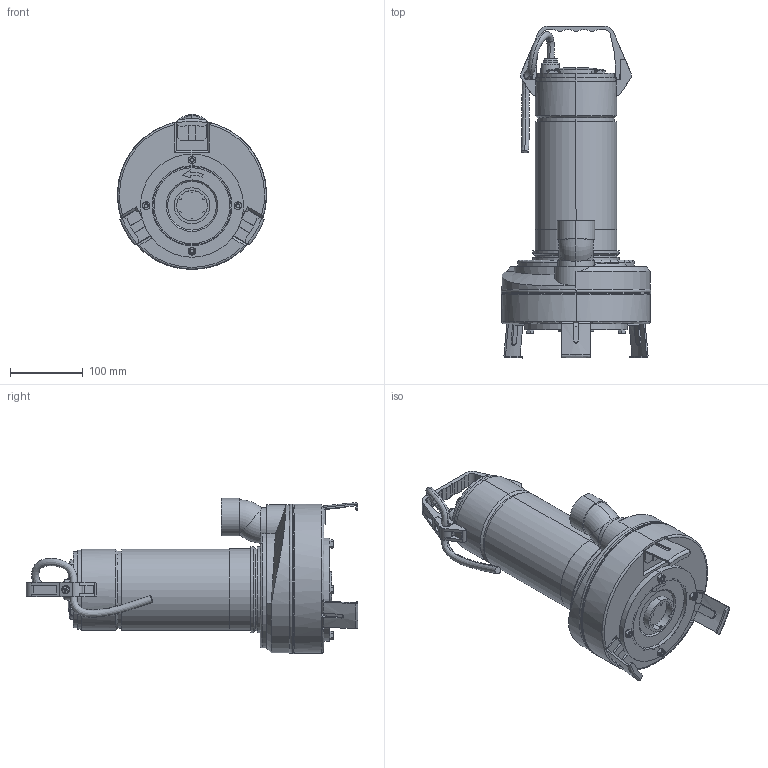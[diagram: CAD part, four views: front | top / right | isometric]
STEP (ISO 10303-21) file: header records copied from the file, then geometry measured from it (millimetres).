
FILE_DESCRIPTION (( 'STEP AP214' ), '1' );
FILE_NAME ('4_93_490_03_REV00.step', '2021-10-29T09:54:52', ( 'Windows User' ), ( '' ), 'SwSTEP 2.0', 'SolidWorks 2020', '' );
FILE_SCHEMA (( 'AUTOMOTIVE_DESIGN' ));
Length unit declared in the file: millimetre
Products named in the file (4): Copia di CP_GXV 40^4_93_490_03_REV00; Copia di 3_92_128_semplificato^4_93_490_03_REV00_Cavo singolo; 4_93_490_03_REV00; Copia di 47045_1^4_93_490_03_REV00
Assembly tree (3 placements, depth 2):
  4_93_490_03_REV00
    Copia di 47045_1^4_93_490_03_REV00
    Copia di 3_92_128_semplificato^4_93_490_03_REV00_Cavo singolo
    Copia di CP_GXV 40^4_93_490_03_REV00
Bounding box: 206 x 457.38 x 213.75 mm (x, y, z)
Volume: 5527836 mm3; surface area: 426908.7 mm2
Topology: 24 solids, 24 shells, 1070 faces, 2720 edges, 1744 vertices
Faces by surface type: plane 488, cylinder 286, cone 222, bspline 39, torus 21, sphere 14
Entity records: 45336 total; most frequent: CARTESIAN_POINT 19556, ORIENTED_EDGE 5424, DIRECTION 5114, EDGE_CURVE 2712, AXIS2_PLACEMENT_3D 1927, VERTEX_POINT 1744, VECTOR 1260, LINE 1260
